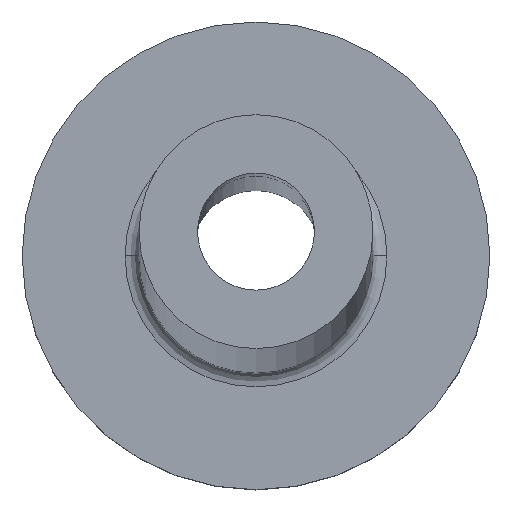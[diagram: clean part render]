
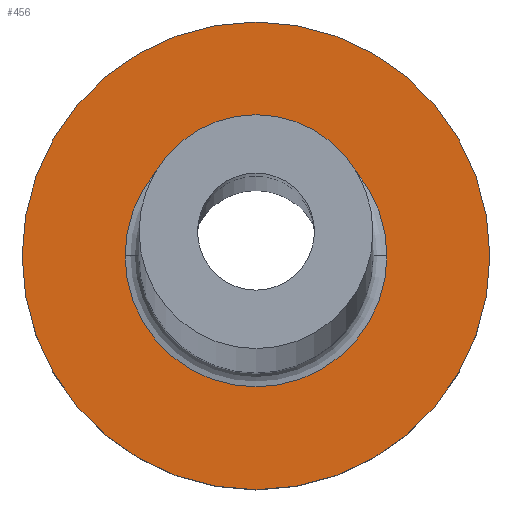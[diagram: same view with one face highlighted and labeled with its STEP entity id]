
A CAD part, top view. The second image highlights one B-rep face of the part: STEP entity #456.
In plain terms, the highlighted planar face has unit normal (0, 0, 1).
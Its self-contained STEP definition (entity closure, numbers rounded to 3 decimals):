
#2 = DIRECTION ( 'NONE',  ( 1., 0., 0. ) ) ;
#29 = CIRCLE ( 'NONE', #314, 5. ) ;
#36 = DIRECTION ( 'NONE',  ( 0., 0., 1. ) ) ;
#44 = DIRECTION ( 'NONE',  ( 0., 0., -1. ) ) ;
#77 = FACE_OUTER_BOUND ( 'NONE', #446, .T. ) ;
#90 = ORIENTED_EDGE ( 'NONE', *, *, #273, .T. ) ;
#107 = DIRECTION ( 'NONE',  ( 0., 0., -1. ) ) ;
#120 = CARTESIAN_POINT ( 'NONE',  ( -5., 0., 3. ) ) ;
#125 = ORIENTED_EDGE ( 'NONE', *, *, #428, .T. ) ;
#155 = ORIENTED_EDGE ( 'NONE', *, *, #227, .T. ) ;
#156 = CARTESIAN_POINT ( 'NONE',  ( 5., 0., 3. ) ) ;
#192 = DIRECTION ( 'NONE',  ( 1., 0., 0. ) ) ;
#193 = EDGE_CURVE ( 'NONE', #196, #373, #304, .T. ) ;
#196 = VERTEX_POINT ( 'NONE', #395 ) ;
#197 = CARTESIAN_POINT ( 'NONE',  ( -2.8, 0., 3. ) ) ;
#198 = ORIENTED_EDGE ( 'NONE', *, *, #193, .T. ) ;
#199 = EDGE_LOOP ( 'NONE', ( #198, #90 ) ) ;
#209 = CIRCLE ( 'NONE', #388, 2.8 ) ;
#225 = DIRECTION ( 'NONE',  ( 0., 0., 1. ) ) ;
#227 = EDGE_CURVE ( 'NONE', #336, #274, #29, .T. ) ;
#256 = CARTESIAN_POINT ( 'NONE',  ( 0., 0., 3. ) ) ;
#258 = DIRECTION ( 'NONE',  ( 1., 0., 0. ) ) ;
#261 = CARTESIAN_POINT ( 'NONE',  ( 0., 0., 3. ) ) ;
#273 = EDGE_CURVE ( 'NONE', #373, #196, #209, .T. ) ;
#274 = VERTEX_POINT ( 'NONE', #120 ) ;
#279 = AXIS2_PLACEMENT_3D ( 'NONE', #261, #225, #192 ) ;
#302 = DIRECTION ( 'NONE',  ( 1., 0., 0. ) ) ;
#304 = CIRCLE ( 'NONE', #351, 2.8 ) ;
#314 = AXIS2_PLACEMENT_3D ( 'NONE', #329, #36, #396 ) ;
#320 = AXIS2_PLACEMENT_3D ( 'NONE', #366, #371, #258 ) ;
#329 = CARTESIAN_POINT ( 'NONE',  ( 0., 0., 3. ) ) ;
#336 = VERTEX_POINT ( 'NONE', #156 ) ;
#351 = AXIS2_PLACEMENT_3D ( 'NONE', #256, #107, #2 ) ;
#360 = PLANE ( 'NONE',  #279 ) ;
#366 = CARTESIAN_POINT ( 'NONE',  ( 0., 0., 3. ) ) ;
#371 = DIRECTION ( 'NONE',  ( 0., 0., 1. ) ) ;
#373 = VERTEX_POINT ( 'NONE', #197 ) ;
#388 = AXIS2_PLACEMENT_3D ( 'NONE', #439, #44, #302 ) ;
#395 = CARTESIAN_POINT ( 'NONE',  ( 2.8, 0., 3. ) ) ;
#396 = DIRECTION ( 'NONE',  ( 1., 0., 0. ) ) ;
#408 = FACE_BOUND ( 'NONE', #199, .T. ) ;
#424 = CIRCLE ( 'NONE', #320, 5. ) ;
#428 = EDGE_CURVE ( 'NONE', #274, #336, #424, .T. ) ;
#439 = CARTESIAN_POINT ( 'NONE',  ( 0., 0., 3. ) ) ;
#446 = EDGE_LOOP ( 'NONE', ( #125, #155 ) ) ;
#456 = ADVANCED_FACE ( 'NONE', ( #408, #77 ), #360, .T. ) ;
